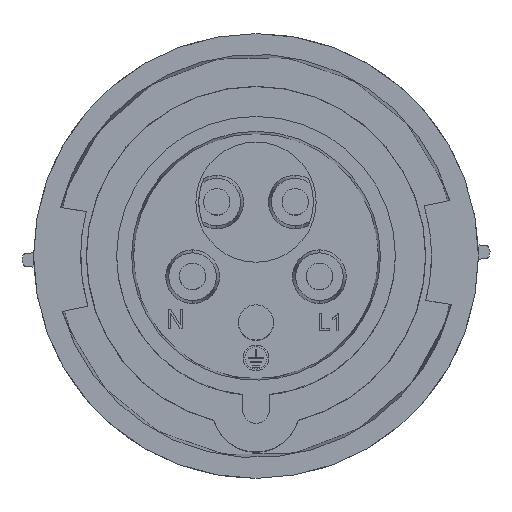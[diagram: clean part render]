
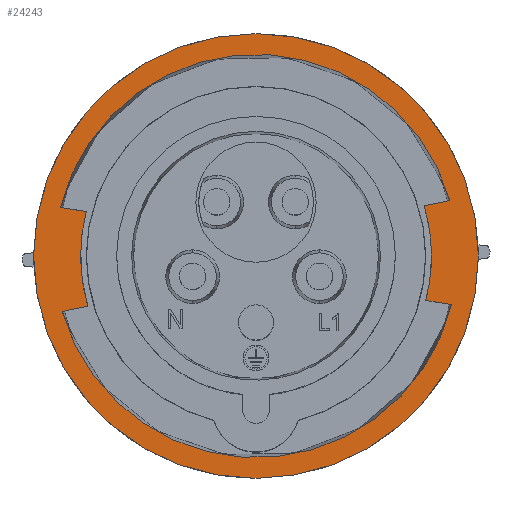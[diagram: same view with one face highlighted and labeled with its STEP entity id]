
A CAD part, top view. The second image highlights one B-rep face of the part: STEP entity #24243.
In plain terms, the highlighted planar face has unit normal (0, 0, 1).
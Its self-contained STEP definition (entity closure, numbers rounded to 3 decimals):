
#355 = AXIS2_PLACEMENT_3D ( 'NONE', #5276, #23625, #27624 ) ;
#479 = EDGE_LOOP ( 'NONE', ( #10237, #14158, #24965, #14678, #26884, #21704, #13455, #7655, #8549 ) ) ;
#672 = LINE ( 'NONE', #21228, #16155 ) ;
#727 = AXIS2_PLACEMENT_3D ( 'NONE', #1934, #9014, #13017 ) ;
#976 = VERTEX_POINT ( 'NONE', #26628 ) ;
#1272 = VERTEX_POINT ( 'NONE', #15310 ) ;
#1582 = DIRECTION ( 'NONE',  ( -1., 0., 0. ) ) ;
#1769 = EDGE_CURVE ( 'NONE', #13352, #27555, #20962, .T. ) ;
#1900 = EDGE_CURVE ( 'NONE', #21593, #14193, #29006, .T. ) ;
#1934 = CARTESIAN_POINT ( 'NONE',  ( -0.8, 45.786, 27.768 ) ) ;
#2988 = VECTOR ( 'NONE', #20401, 1000. ) ;
#3164 = DIRECTION ( 'NONE',  ( 0.987, -0.162, 0. ) ) ;
#3465 = AXIS2_PLACEMENT_3D ( 'NONE', #26043, #12866, #15102 ) ;
#3869 = EDGE_CURVE ( 'NONE', #15684, #16676, #25229, .T. ) ;
#4130 = EDGE_CURVE ( 'NONE', #16676, #29029, #11539, .T. ) ;
#4831 = CARTESIAN_POINT ( 'NONE',  ( -44.441, 11.045, 27.768 ) ) ;
#4959 = CARTESIAN_POINT ( 'NONE',  ( -45.012, -12.789, 27.768 ) ) ;
#4988 = VERTEX_POINT ( 'NONE', #11174 ) ;
#5276 = CARTESIAN_POINT ( 'NONE',  ( 0., 0., 27.768 ) ) ;
#5316 = DIRECTION ( 'NONE',  ( 0., 0., -1. ) ) ;
#5774 = CARTESIAN_POINT ( 'NONE',  ( 0., 0., 27.768 ) ) ;
#6135 = EDGE_CURVE ( 'NONE', #4988, #1272, #23056, .T. ) ;
#6473 = CARTESIAN_POINT ( 'NONE',  ( -44.028, -12.591, 27.768 ) ) ;
#6514 = PLANE ( 'NONE',  #727 ) ;
#6520 = AXIS2_PLACEMENT_3D ( 'NONE', #18779, #5316, #7688 ) ;
#7655 = ORIENTED_EDGE ( 'NONE', *, *, #3869, .T. ) ;
#7688 = DIRECTION ( 'NONE',  ( -1., -0.017, 0. ) ) ;
#8549 = ORIENTED_EDGE ( 'NONE', *, *, #4130, .T. ) ;
#8753 = ORIENTED_EDGE ( 'NONE', *, *, #1769, .F. ) ;
#8949 = LINE ( 'NONE', #15322, #20834 ) ;
#9014 = DIRECTION ( 'NONE',  ( 0., 0., -1. ) ) ;
#9037 = DIRECTION ( 'NONE',  ( -1., -0.017, 0. ) ) ;
#10237 = ORIENTED_EDGE ( 'NONE', *, *, #16478, .T. ) ;
#10308 = EDGE_CURVE ( 'NONE', #15684, #976, #24457, .T. ) ;
#10651 = FACE_OUTER_BOUND ( 'NONE', #23363, .T. ) ;
#10882 = CARTESIAN_POINT ( 'NONE',  ( 0., 0., 27.768 ) ) ;
#11018 = DIRECTION ( 'NONE',  ( -0.987, 0.162, 0. ) ) ;
#11174 = CARTESIAN_POINT ( 'NONE',  ( 39.844, 0.696, 27.768 ) ) ;
#11539 = CIRCLE ( 'NONE', #12009, 39.85 ) ;
#12009 = AXIS2_PLACEMENT_3D ( 'NONE', #27385, #20432, #9037 ) ;
#12669 = AXIS2_PLACEMENT_3D ( 'NONE', #25609, #24079, #21179 ) ;
#12750 = EDGE_CURVE ( 'NONE', #14193, #4988, #24476, .T. ) ;
#12866 = DIRECTION ( 'NONE',  ( 0., 0., -1. ) ) ;
#13017 = DIRECTION ( 'NONE',  ( -1., 0., 0. ) ) ;
#13352 = VERTEX_POINT ( 'NONE', #27410 ) ;
#13455 = ORIENTED_EDGE ( 'NONE', *, *, #10308, .F. ) ;
#13728 = CARTESIAN_POINT ( 'NONE',  ( 45.012, 12.789, 27.768 ) ) ;
#14158 = ORIENTED_EDGE ( 'NONE', *, *, #16787, .T. ) ;
#14193 = VERTEX_POINT ( 'NONE', #26330 ) ;
#14660 = DIRECTION ( 'NONE',  ( -1., 0., 0. ) ) ;
#14678 = ORIENTED_EDGE ( 'NONE', *, *, #12750, .T. ) ;
#15102 = DIRECTION ( 'NONE',  ( -1., 0., 0. ) ) ;
#15310 = CARTESIAN_POINT ( 'NONE',  ( 38.555, -10.078, 27.768 ) ) ;
#15322 = CARTESIAN_POINT ( 'NONE',  ( -45.431, 11.208, 27.768 ) ) ;
#15684 = VERTEX_POINT ( 'NONE', #6473 ) ;
#16155 = VECTOR ( 'NONE', #3164, 1000. ) ;
#16328 = CIRCLE ( 'NONE', #19192, 50.5 ) ;
#16478 = EDGE_CURVE ( 'NONE', #29029, #24586, #8949, .T. ) ;
#16573 = DIRECTION ( 'NONE',  ( 0., 0., -1. ) ) ;
#16676 = VERTEX_POINT ( 'NONE', #27238 ) ;
#16787 = EDGE_CURVE ( 'NONE', #24586, #21593, #18951, .T. ) ;
#17149 = CARTESIAN_POINT ( 'NONE',  ( 44.028, 12.591, 27.768 ) ) ;
#17260 = ORIENTED_EDGE ( 'NONE', *, *, #24915, .F. ) ;
#17392 = DIRECTION ( 'NONE',  ( 0., 0., -1. ) ) ;
#17687 = VECTOR ( 'NONE', #18713, 1000. ) ;
#18713 = DIRECTION ( 'NONE',  ( 0.98, 0.197, 0. ) ) ;
#18779 = CARTESIAN_POINT ( 'NONE',  ( 0., 0., 27.768 ) ) ;
#18951 = CIRCLE ( 'NONE', #23192, 45.793 ) ;
#19192 = AXIS2_PLACEMENT_3D ( 'NONE', #10882, #17392, #1582 ) ;
#19957 = EDGE_CURVE ( 'NONE', #1272, #976, #672, .T. ) ;
#20401 = DIRECTION ( 'NONE',  ( -0.98, -0.197, 0. ) ) ;
#20432 = DIRECTION ( 'NONE',  ( 0., 0., -1. ) ) ;
#20834 = VECTOR ( 'NONE', #11018, 1000. ) ;
#20962 = CIRCLE ( 'NONE', #3465, 50.5 ) ;
#21179 = DIRECTION ( 'NONE',  ( -1., -0.017, 0. ) ) ;
#21228 = CARTESIAN_POINT ( 'NONE',  ( 45.431, -11.208, 27.768 ) ) ;
#21593 = VERTEX_POINT ( 'NONE', #17149 ) ;
#21704 = ORIENTED_EDGE ( 'NONE', *, *, #19957, .T. ) ;
#23056 = CIRCLE ( 'NONE', #12669, 39.85 ) ;
#23192 = AXIS2_PLACEMENT_3D ( 'NONE', #5774, #16573, #14660 ) ;
#23286 = CARTESIAN_POINT ( 'NONE',  ( -50.5, 0., 27.768 ) ) ;
#23363 = EDGE_LOOP ( 'NONE', ( #8753, #17260 ) ) ;
#23625 = DIRECTION ( 'NONE',  ( 0., 0., 1. ) ) ;
#24079 = DIRECTION ( 'NONE',  ( 0., 0., -1. ) ) ;
#24243 = ADVANCED_FACE ( 'NONE', ( #24273, #10651 ), #6514, .F. ) ;
#24273 = FACE_BOUND ( 'NONE', #479, .T. ) ;
#24457 = CIRCLE ( 'NONE', #355, 45.793 ) ;
#24476 = CIRCLE ( 'NONE', #6520, 39.85 ) ;
#24586 = VERTEX_POINT ( 'NONE', #4831 ) ;
#24915 = EDGE_CURVE ( 'NONE', #27555, #13352, #16328, .T. ) ;
#24965 = ORIENTED_EDGE ( 'NONE', *, *, #1900, .T. ) ;
#25229 = LINE ( 'NONE', #4959, #17687 ) ;
#25609 = CARTESIAN_POINT ( 'NONE',  ( 0., 0., 27.768 ) ) ;
#26043 = CARTESIAN_POINT ( 'NONE',  ( 0., 0., 27.768 ) ) ;
#26330 = CARTESIAN_POINT ( 'NONE',  ( 38.179, 11.419, 27.768 ) ) ;
#26628 = CARTESIAN_POINT ( 'NONE',  ( 44.441, -11.045, 27.768 ) ) ;
#26884 = ORIENTED_EDGE ( 'NONE', *, *, #6135, .T. ) ;
#27238 = CARTESIAN_POINT ( 'NONE',  ( -38.179, -11.419, 27.768 ) ) ;
#27385 = CARTESIAN_POINT ( 'NONE',  ( 0., 0., 27.768 ) ) ;
#27410 = CARTESIAN_POINT ( 'NONE',  ( 50.5, 0., 27.768 ) ) ;
#27555 = VERTEX_POINT ( 'NONE', #23286 ) ;
#27561 = CARTESIAN_POINT ( 'NONE',  ( -38.555, 10.078, 27.768 ) ) ;
#27624 = DIRECTION ( 'NONE',  ( -1., 0., 0. ) ) ;
#29006 = LINE ( 'NONE', #13728, #2988 ) ;
#29029 = VERTEX_POINT ( 'NONE', #27561 ) ;
